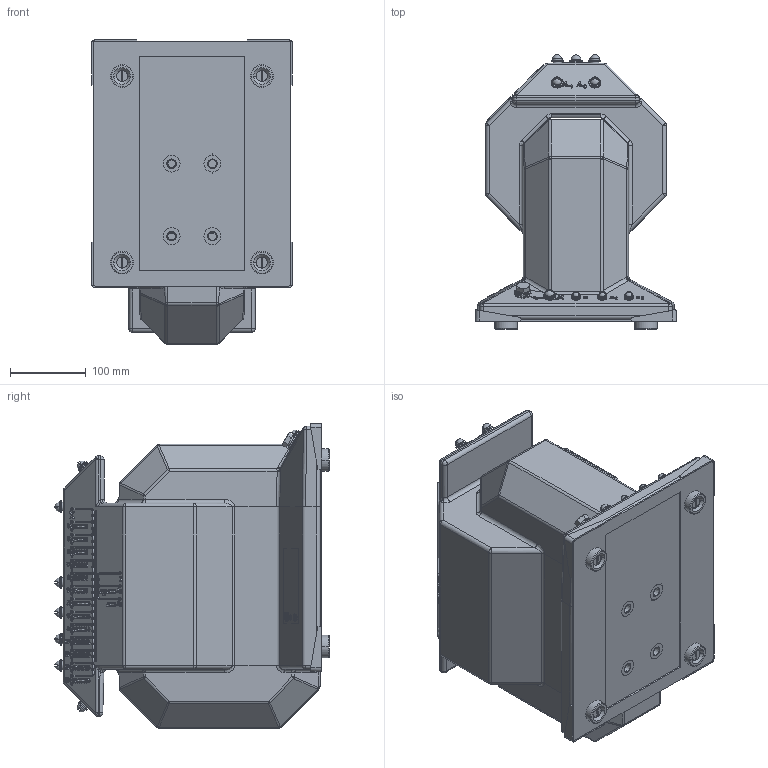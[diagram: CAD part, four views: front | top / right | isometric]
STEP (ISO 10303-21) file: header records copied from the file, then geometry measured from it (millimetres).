
FILE_DESCRIPTION (( 'STEP AP203' ), '1' );
FILE_NAME ('ﾍﾋﾋ-15, ﾈﾋﾍ-15.STEP', '2022-07-29T02:35:57', ( '' ), ( '' ), 'SwSTEP 2.0', 'SolidWorks 2010', '' );
FILE_SCHEMA (( 'CONFIG_CONTROL_DESIGN' ));
Length unit declared in the file: millimetre
Products named in the file (1): ﾍﾋﾋ-15, ﾈﾋﾍ-15
Bounding box: 266 x 363.09 x 403 mm (x, y, z)
Surface area: 671227.8 mm2 (no closed solid volume)
Topology: 0 solids, 125 shells, 1917 faces, 6798 edges, 4828 vertices
Faces by surface type: plane 891, cone 599, cylinder 258, sphere 92, bspline 55, torus 22
Entity records: 74285 total; most frequent: CARTESIAN_POINT 15635, DIRECTION 13106, ORIENTED_EDGE 10446, EDGE_CURVE 6784, VERTEX_POINT 4828, AXIS2_PLACEMENT_3D 4725, VECTOR 3656, LINE 3656
